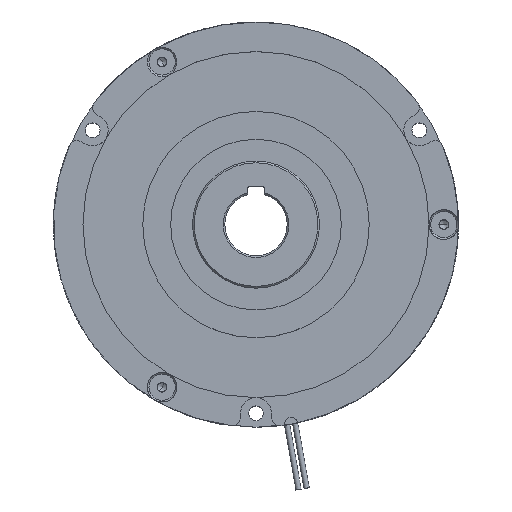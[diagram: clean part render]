
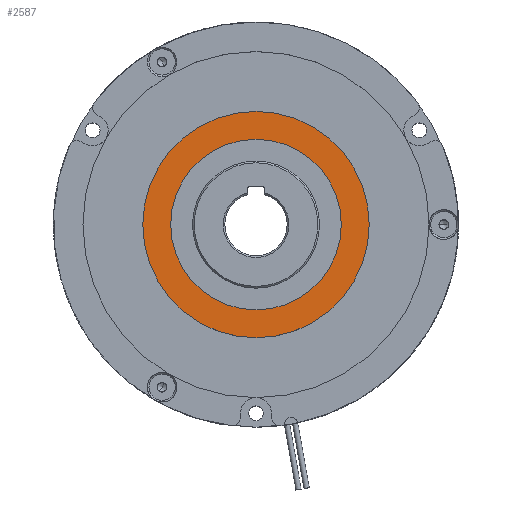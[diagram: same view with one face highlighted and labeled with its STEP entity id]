
A CAD part, top view. The second image highlights one B-rep face of the part: STEP entity #2587.
In plain terms, the highlighted planar face has unit normal (0, 0, -1).
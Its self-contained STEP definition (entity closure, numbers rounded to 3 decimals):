
#179 = CARTESIAN_POINT ( 'NONE',  ( 34.5, 0., 29.2 ) ) ;
#592 = ORIENTED_EDGE ( 'NONE', *, *, #4687, .T. ) ;
#632 = ORIENTED_EDGE ( 'NONE', *, *, #8442, .T. ) ;
#1020 = CARTESIAN_POINT ( 'NONE',  ( 0., 0., 29.2 ) ) ;
#1048 = ORIENTED_EDGE ( 'NONE', *, *, #1565, .T. ) ;
#1151 = CARTESIAN_POINT ( 'NONE',  ( 0., 26., 29.2 ) ) ;
#1446 = FACE_BOUND ( 'NONE', #6463, .T. ) ;
#1565 = EDGE_CURVE ( 'NONE', #5267, #4977, #8610, .T. ) ;
#2090 = AXIS2_PLACEMENT_3D ( 'NONE', #8028, #7993, #7960 ) ;
#2553 = DIRECTION ( 'NONE',  ( 0., 0., -1. ) ) ;
#2587 = ADVANCED_FACE ( 'NONE', ( #10655, #1446 ), #9711, .F. ) ;
#4200 = DIRECTION ( 'NONE',  ( 0., 0., 1. ) ) ;
#4554 = DIRECTION ( 'NONE',  ( 1., 0., 0. ) ) ;
#4584 = DIRECTION ( 'NONE',  ( 0., 0., -1. ) ) ;
#4598 = CARTESIAN_POINT ( 'NONE',  ( 0., 0., 29.2 ) ) ;
#4687 = EDGE_CURVE ( 'NONE', #10597, #7943, #5282, .T. ) ;
#4857 = CIRCLE ( 'NONE', #8453, 34.5 ) ;
#4977 = VERTEX_POINT ( 'NONE', #1151 ) ;
#5245 = DIRECTION ( 'NONE',  ( 0., 0., 1. ) ) ;
#5267 = VERTEX_POINT ( 'NONE', #7852 ) ;
#5282 = CIRCLE ( 'NONE', #5950, 34.5 ) ;
#5848 = AXIS2_PLACEMENT_3D ( 'NONE', #1020, #5245, #7105 ) ;
#5950 = AXIS2_PLACEMENT_3D ( 'NONE', #4598, #4584, #4554 ) ;
#6463 = EDGE_LOOP ( 'NONE', ( #7793, #1048 ) ) ;
#6537 = CIRCLE ( 'NONE', #10065, 26. ) ;
#7105 = DIRECTION ( 'NONE',  ( 0., -1., 0. ) ) ;
#7262 = EDGE_CURVE ( 'NONE', #4977, #5267, #6537, .T. ) ;
#7793 = ORIENTED_EDGE ( 'NONE', *, *, #7262, .T. ) ;
#7798 = CARTESIAN_POINT ( 'NONE',  ( 0., 0., 29.2 ) ) ;
#7852 = CARTESIAN_POINT ( 'NONE',  ( 0., -26., 29.2 ) ) ;
#7943 = VERTEX_POINT ( 'NONE', #179 ) ;
#7960 = DIRECTION ( 'NONE',  ( 0., -1., 0. ) ) ;
#7993 = DIRECTION ( 'NONE',  ( 0., 0., 1. ) ) ;
#8028 = CARTESIAN_POINT ( 'NONE',  ( 0., 0., 29.2 ) ) ;
#8442 = EDGE_CURVE ( 'NONE', #7943, #10597, #4857, .T. ) ;
#8453 = AXIS2_PLACEMENT_3D ( 'NONE', #7798, #2553, #8626 ) ;
#8610 = CIRCLE ( 'NONE', #5848, 26. ) ;
#8626 = DIRECTION ( 'NONE',  ( 1., 0., 0. ) ) ;
#8813 = CARTESIAN_POINT ( 'NONE',  ( -34.5, 0., 29.2 ) ) ;
#9350 = CARTESIAN_POINT ( 'NONE',  ( 0., 0., 29.2 ) ) ;
#9711 = PLANE ( 'NONE',  #2090 ) ;
#10065 = AXIS2_PLACEMENT_3D ( 'NONE', #9350, #4200, #10201 ) ;
#10201 = DIRECTION ( 'NONE',  ( 0., -1., 0. ) ) ;
#10597 = VERTEX_POINT ( 'NONE', #8813 ) ;
#10655 = FACE_OUTER_BOUND ( 'NONE', #10699, .T. ) ;
#10699 = EDGE_LOOP ( 'NONE', ( #592, #632 ) ) ;
